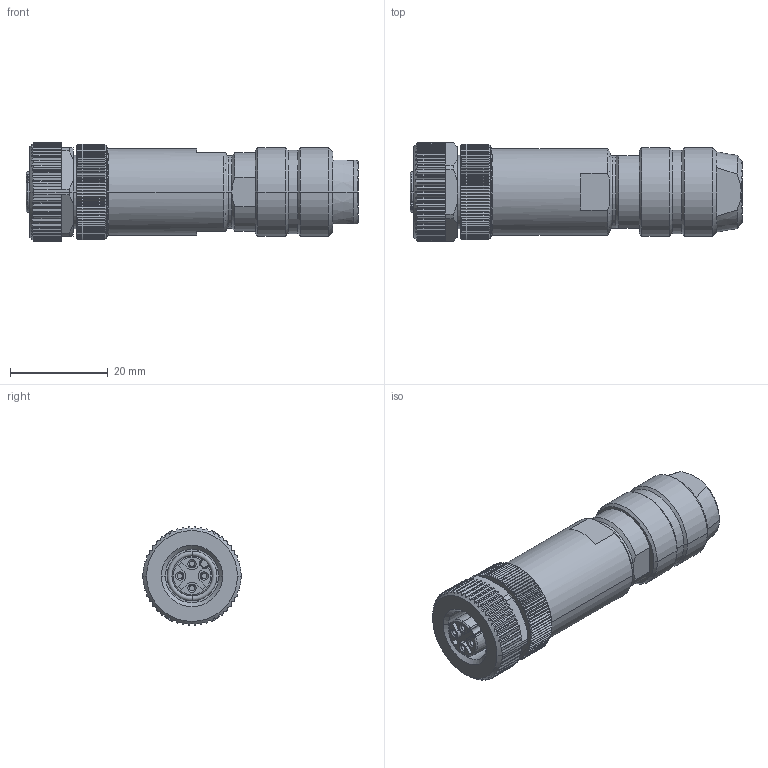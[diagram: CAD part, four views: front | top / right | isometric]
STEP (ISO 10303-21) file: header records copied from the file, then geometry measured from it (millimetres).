
FILE_DESCRIPTION((''),'2;1');
FILE_NAME('CAD-2017A','2021-11-23T13:59:06',('creinig-se'),(''),'CREO PARAMETRIC BY PTC INC, 2019292','CREO PARAMETRIC BY PTC INC, 2019292','');
FILE_SCHEMA(('CONFIG_CONTROL_DESIGN','SHAPE_APPEARANCE_LAYERS_GROUPS'));
Length unit declared in the file: millimetre
Products named in the file (1): CAD-2017A
Bounding box: 67.9 x 20.2 x 20.16 mm (x, y, z)
Volume: 16188.2 mm3; surface area: 5520.1 mm2
Topology: 1 solids, 1 shells, 857 faces, 2079 edges, 1236 vertices
Faces by surface type: plane 354, cylinder 252, cone 234, torus 14, sphere 3
Entity records: 33478 total; most frequent: CARTESIAN_POINT 7107, ORIENTED_EDGE 4152, DIRECTION 3857, PRESENTATION_STYLE_ASSIGNMENT 2151, STYLED_ITEM 2077, CURVE_STYLE 2076, EDGE_CURVE 2076, AXIS2_PLACEMENT_3D 1547
